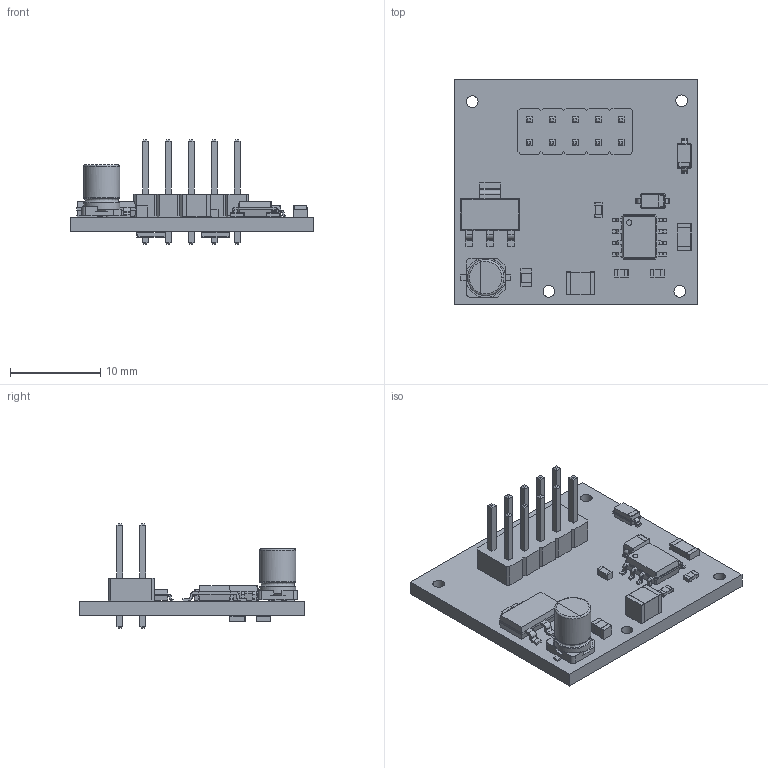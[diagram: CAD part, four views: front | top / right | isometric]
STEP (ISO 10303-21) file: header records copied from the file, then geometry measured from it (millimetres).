
FILE_DESCRIPTION(('KiCad electronic assembly'),'2;1');
FILE_NAME('Retrospector_Power_Test_LM2675.step','2020-11-27T18:10:06',( 'An Author'),('A Company'),'Open CASCADE STEP processor 6.9', 'KiCad to STEP converter','Unknown');
FILE_SCHEMA(('AUTOMOTIVE_DESIGN { 1 0 10303 214 1 1 1 1 }'));
Length unit declared in the file: millimetre
Products named in the file (25): Open CASCADE STEP translator 6.9 1; SOIC-8_3.9x4.9mm_Pitch1.27mm; SOLID; L_self_cms_we-tpc_XL; PinHeader_2x05_P2.54mm_Vertical; R_1206; SOT-223; R_0603; D_SOD-123; C_1210; C_0603; C_1206; L_0805; CP_Elec_4x5.8; COMPOUND
Assembly tree (29 placements, depth 3):
  Open CASCADE STEP translator 6.9 1
    SOIC-8_3.9x4.9mm_Pitch1.27mm
      SOLID
    L_self_cms_we-tpc_XL
    PinHeader_2x05_P2.54mm_Vertical
      SOLID
    R_1206  x4
      SOLID
    SOT-223
      SOLID
    R_0603  x2
      SOLID
    D_SOD-123  x2
      SOLID
    C_1210
      SOLID
    C_0603
      SOLID
    C_1206
      SOLID
    L_0805
      SOLID
    CP_Elec_4x5.8
      SOLID
    COMPOUND
Bounding box: 27 x 25 x 11.54 mm (x, y, z)
Volume: 1447.8 mm3; surface area: 2504.9 mm2
Topology: 17 solids, 17 shells, 923 faces, 2324 edges, 1467 vertices
Faces by surface type: plane 631, cylinder 185, bspline 102, torus 4, revolution 1
Full cylindrical faces by diameter (mm): 0.6 x1, 1 x10, 1.3 x4, 4 x2
Entity records: 52992 total; most frequent: CARTESIAN_POINT 10256, DIRECTION 6863, LINE 4742, VECTOR 4742, ORIENTED_EDGE 3712, PCURVE 3712, DEFINITIONAL_REPRESENTATION 3712, EDGE_CURVE 1856
